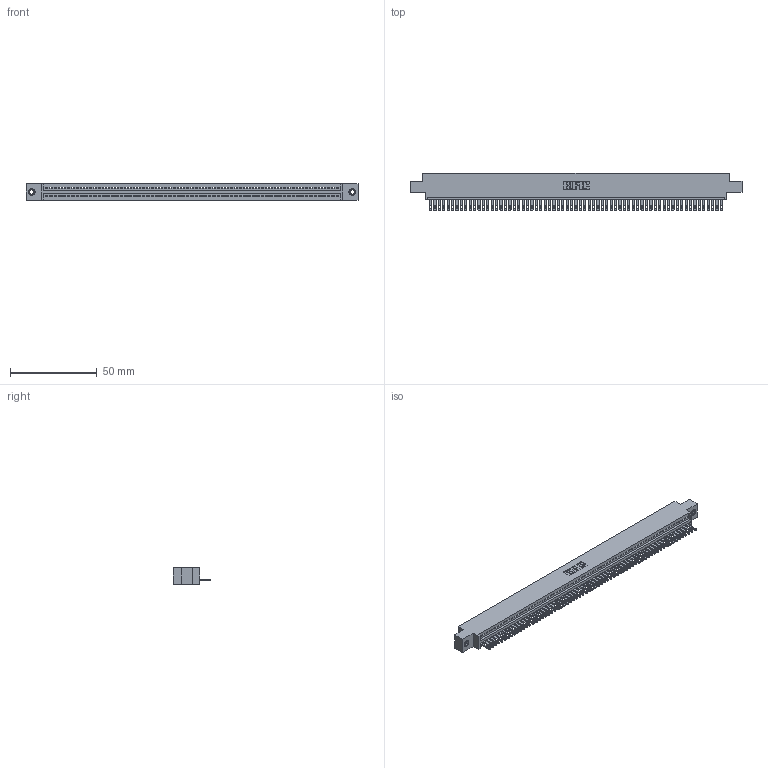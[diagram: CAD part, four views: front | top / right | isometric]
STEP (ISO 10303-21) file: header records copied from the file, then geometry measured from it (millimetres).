
FILE_DESCRIPTION (( 'STEP AP203' ), '1' );
FILE_NAME ('895-067-500-607.STEP', '2020-09-28T14:11:09', ( '' ), ( '' ), 'SwSTEP 2.0', 'SolidWorks 2020', '' );
FILE_SCHEMA (( 'CONFIG_CONTROL_DESIGN' ));
Length unit declared in the file: inch
Products named in the file (4): 345-250-001_345-250-005-103; 345-292-001_345-293-100; 895-067-500-607; 845 Part_0.170 Offset - 0.156 Dia-TI
Assembly tree (70 placements, depth 2):
  895-067-500-607
    845 Part_0.170 Offset - 0.156 Dia-TI
    345-292-001_345-293-100  x67
    345-250-001_345-250-005-103  x2
Bounding box: 191.39 x 21.51 x 9.4 mm (x, y, z)
Volume: 18297.7 mm3; surface area: 24965.3 mm2
Topology: 70 solids, 70 shells, 3808 faces, 11745 edges, 7822 vertices
Faces by surface type: plane 2394, cylinder 1398, cone 12, torus 4
Entity records: 48308 total; most frequent: CARTESIAN_POINT 8348, ORIENTED_EDGE 8342, DIRECTION 7283, EDGE_CURVE 4171, LINE 3747, VECTOR 3747, VERTEX_POINT 2776, AXIS2_PLACEMENT_3D 1768
